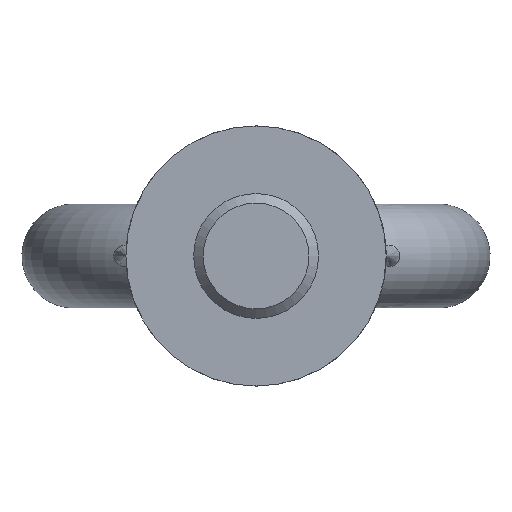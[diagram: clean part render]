
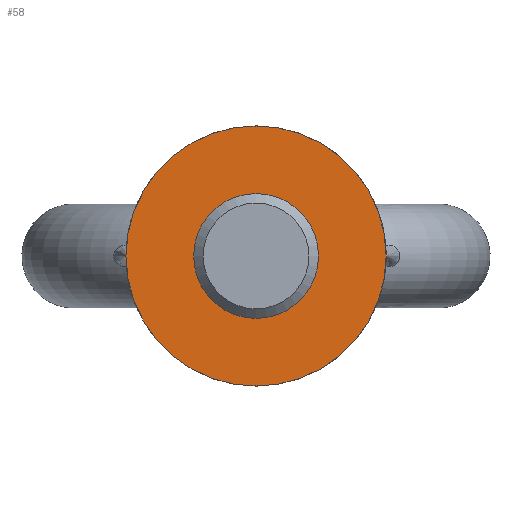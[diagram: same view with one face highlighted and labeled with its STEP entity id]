
A CAD part, front view. The second image highlights one B-rep face of the part: STEP entity #58.
In plain terms, the highlighted planar face has unit normal (0, -1, 0).
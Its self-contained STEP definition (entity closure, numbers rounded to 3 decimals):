
#58 = ADVANCED_FACE( '', ( #120, #121 ), #122, .F. );
#120 = FACE_BOUND( '', #211, .T. );
#121 = FACE_OUTER_BOUND( '', #212, .T. );
#122 = PLANE( '', #213 );
#211 = EDGE_LOOP( '', ( #323 ) );
#212 = EDGE_LOOP( '', ( #324 ) );
#213 = AXIS2_PLACEMENT_3D( '', #325, #326, #327 );
#323 = ORIENTED_EDGE( '', *, *, #369, .F. );
#324 = ORIENTED_EDGE( '', *, *, #374, .T. );
#325 = CARTESIAN_POINT( '', ( 25., 0., 0. ) );
#326 = DIRECTION( '', ( 0., 1., 0. ) );
#327 = DIRECTION( '', ( 0., 0., 1. ) );
#369 = EDGE_CURVE( '', #422, #422, #423, .F. );
#374 = EDGE_CURVE( '', #427, #427, #429, .T. );
#422 = VERTEX_POINT( '', #788 );
#423 = CIRCLE( '', #789, 9.8 );
#427 = VERTEX_POINT( '', #826 );
#429 = CIRCLE( '', #833, 25. );
#788 = CARTESIAN_POINT( '', ( 0., 0., 9.8 ) );
#789 = AXIS2_PLACEMENT_3D( '', #925, #926, #927 );
#826 = CARTESIAN_POINT( '', ( 25., 0., 0. ) );
#833 = AXIS2_PLACEMENT_3D( '', #931, #932, #933 );
#925 = CARTESIAN_POINT( '', ( 0., 0., 0. ) );
#926 = DIRECTION( '', ( 0., 1., 0. ) );
#927 = DIRECTION( '', ( 0., 0., 1. ) );
#931 = CARTESIAN_POINT( '', ( 0., 0., 0. ) );
#932 = DIRECTION( '', ( 0., -1., 0. ) );
#933 = DIRECTION( '', ( 0., 0., -1. ) );
